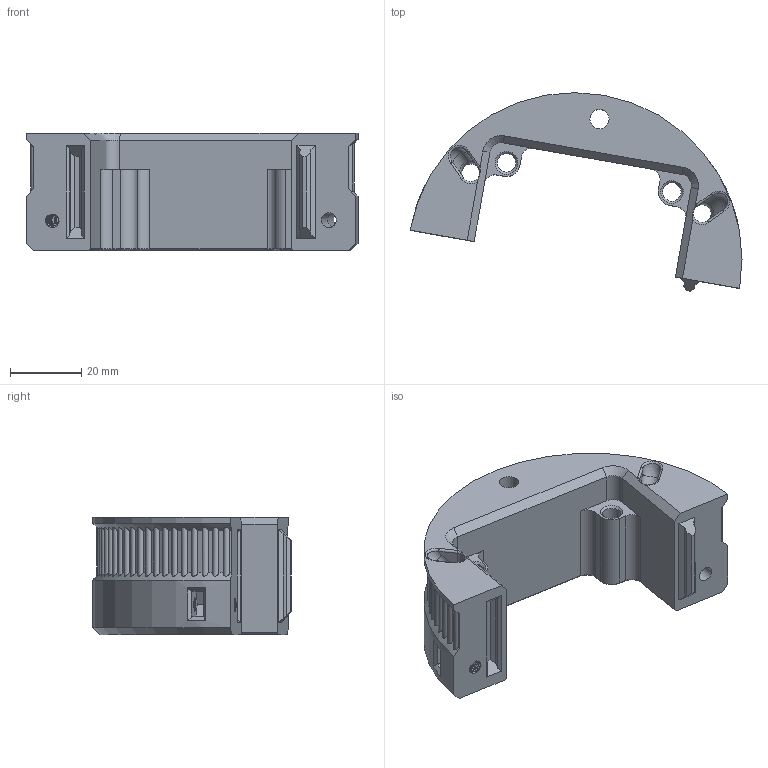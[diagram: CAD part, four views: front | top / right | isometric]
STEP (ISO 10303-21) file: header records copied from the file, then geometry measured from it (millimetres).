
FILE_DESCRIPTION(/* description */ (''),/* implementation_level */ '2;1');
FILE_NAME(/* name */ 'PitClamp_v3_Motor_Ring_Half.step',/* time_stamp */ '2024-07-31T10:37:44-04:00',/* author */ (''),/* organization */ (''),/* preprocessor_version */ 'ST-DEVELOPER v20',/* originating_system */ 'Autodesk Translation Framework v13.14.0.145',/* authorisation */ '');
FILE_SCHEMA (('AUTOMOTIVE_DESIGN { 1 0 10303 214 3 1 1 }'));
Length unit declared in the file: millimetre
Products named in the file (1): PitClamp v3 RELEASE FILES
Bounding box: 93.25 x 55.77 x 33 mm (x, y, z)
Volume: 54486.6 mm3; surface area: 17145 mm2
Topology: 1 solids, 1 shells, 239 faces, 733 edges, 499 vertices
Faces by surface type: cylinder 144, plane 67, cone 15, bspline 7, torus 6
Full cylindrical faces by diameter (mm): 3.332 x15, 4.109 x5, 4.2 x1, 5 x2, 5.2 x2, 5.4 x1, 7 x1, 9 x1
Entity records: 24782 total; most frequent: CARTESIAN_POINT 18442, ORIENTED_EDGE 1466, DIRECTION 1149, EDGE_CURVE 733, VERTEX_POINT 499, AXIS2_PLACEMENT_3D 417, LINE 315, VECTOR 315
